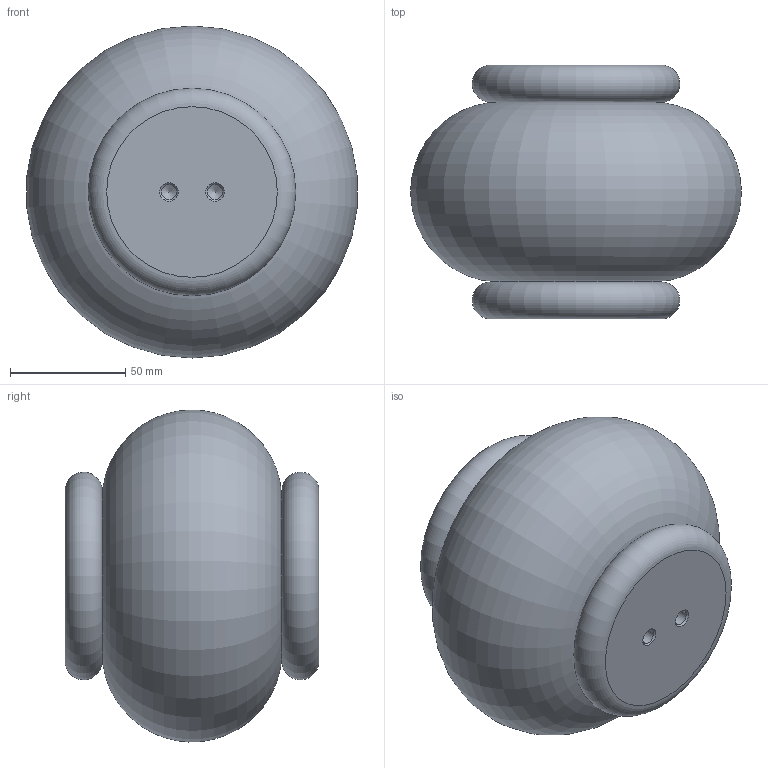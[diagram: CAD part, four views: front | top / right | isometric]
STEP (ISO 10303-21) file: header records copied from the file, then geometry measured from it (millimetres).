
FILE_DESCRIPTION(/* description */ ('STEP AP214'),/* implementation_level */ '2;1');
FILE_NAME(/* name */ '36486_EB-145-60',/* time_stamp */ '2024-08-27T10:08:14+02:00',/* author */ ('License CC BY-ND 4.0'),/* organization */ ('CADENAS'),/* preprocessor_version */ 'ST-DEVELOPER v19.3',/* originating_system */ 'PARTsolutions',/* authorisation */ ' ');
FILE_SCHEMA (('AUTOMOTIVE_DESIGN {1 0 10303 214 3 1 1}'));
Length unit declared in the file: millimetre
Products named in the file (1): 36486 EB-145-60---(110)
Bounding box: 143.34 x 110 x 143.95 mm (x, y, z)
Volume: 1196801.5 mm3; surface area: 69527.5 mm2
Topology: 1 solids, 1 shells, 19 faces, 38 edges, 24 vertices
Faces by surface type: cone 7, plane 5, cylinder 4, torus 3
Full cylindrical faces by diameter (mm): 6.647 x3, 8.566 x1
Entity records: 544 total; most frequent: DIRECTION 76, CARTESIAN_POINT 59, FACE_BOUND 39, AXIS2_PLACEMENT_3D 38, ORIENTED_EDGE 36, EDGE_LOOP 36, VERTEX_POINT 21, STYLED_ITEM 19
